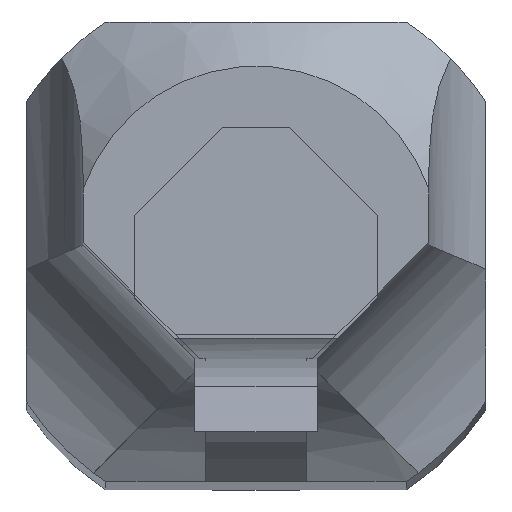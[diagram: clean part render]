
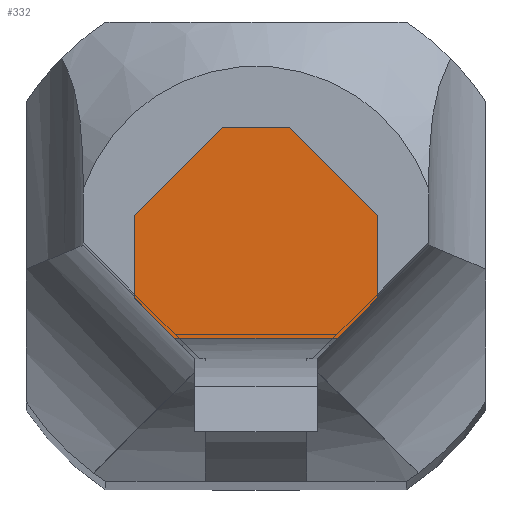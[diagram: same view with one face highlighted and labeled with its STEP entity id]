
A CAD part, top view. The second image highlights one B-rep face of the part: STEP entity #332.
In plain terms, the highlighted planar face has unit normal (0, 0, 1).
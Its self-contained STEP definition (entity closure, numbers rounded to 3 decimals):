
#73=PLANE('',#1067);
#163=LINE('',#1604,#255);
#169=LINE('',#1617,#261);
#171=LINE('',#1621,#263);
#172=LINE('',#1623,#264);
#173=LINE('',#1625,#265);
#174=LINE('',#1626,#266);
#175=LINE('',#1628,#267);
#176=LINE('',#1630,#268);
#255=VECTOR('',#1263,1.);
#261=VECTOR('',#1271,1.);
#263=VECTOR('',#1275,1.);
#264=VECTOR('',#1276,1.);
#265=VECTOR('',#1277,1.);
#266=VECTOR('',#1278,1.);
#267=VECTOR('',#1279,1.);
#268=VECTOR('',#1280,1.);
#332=ADVANCED_FACE('',(#390),#73,.T.);
#390=FACE_OUTER_BOUND('',#443,.T.);
#443=EDGE_LOOP('',(#675,#676,#677,#678,#679,#680,#681,#682));
#675=ORIENTED_EDGE('',*,*,#942,.F.);
#676=ORIENTED_EDGE('',*,*,#950,.T.);
#677=ORIENTED_EDGE('',*,*,#951,.T.);
#678=ORIENTED_EDGE('',*,*,#952,.T.);
#679=ORIENTED_EDGE('',*,*,#948,.F.);
#680=ORIENTED_EDGE('',*,*,#953,.T.);
#681=ORIENTED_EDGE('',*,*,#954,.F.);
#682=ORIENTED_EDGE('',*,*,#955,.F.);
#819=VERTEX_POINT('',#1603);
#820=VERTEX_POINT('',#1605);
#825=VERTEX_POINT('',#1616);
#826=VERTEX_POINT('',#1618);
#827=VERTEX_POINT('',#1622);
#828=VERTEX_POINT('',#1624);
#829=VERTEX_POINT('',#1627);
#830=VERTEX_POINT('',#1629);
#942=EDGE_CURVE('',#819,#820,#163,.T.);
#948=EDGE_CURVE('',#825,#826,#169,.T.);
#950=EDGE_CURVE('',#819,#827,#171,.T.);
#951=EDGE_CURVE('',#827,#828,#172,.T.);
#952=EDGE_CURVE('',#828,#826,#173,.T.);
#953=EDGE_CURVE('',#825,#829,#174,.T.);
#954=EDGE_CURVE('',#830,#829,#175,.T.);
#955=EDGE_CURVE('',#820,#830,#176,.T.);
#1067=AXIS2_PLACEMENT_3D('',#1631,#1281,#1282);
#1263=DIRECTION('',(0.,1.,0.));
#1271=DIRECTION('',(0.,-1.,0.));
#1275=DIRECTION('',(0.707,-0.707,0.));
#1276=DIRECTION('',(1.,0.,0.));
#1277=DIRECTION('',(0.707,0.707,0.));
#1278=DIRECTION('',(-0.707,0.707,0.));
#1279=DIRECTION('',(1.,0.,0.));
#1280=DIRECTION('',(0.707,0.707,0.));
#1281=DIRECTION('',(0.,0.,1.));
#1282=DIRECTION('',(-1.,0.,0.));
#1603=CARTESIAN_POINT('',(-3.,-1.202,160.1));
#1604=CARTESIAN_POINT('',(-3.,-1.125,160.1));
#1605=CARTESIAN_POINT('',(-3.,0.833,160.1));
#1616=CARTESIAN_POINT('',(3.,0.833,160.1));
#1617=CARTESIAN_POINT('',(3.,-1.125,160.1));
#1618=CARTESIAN_POINT('',(3.,-1.202,160.1));
#1621=CARTESIAN_POINT('',(-2.101,-2.101,160.1));
#1622=CARTESIAN_POINT('',(-2.002,-2.2,160.1));
#1623=CARTESIAN_POINT('',(-5.,-2.2,160.1));
#1624=CARTESIAN_POINT('',(2.002,-2.2,160.1));
#1625=CARTESIAN_POINT('',(2.101,-2.101,160.1));
#1626=CARTESIAN_POINT('',(0.833,3.,160.1));
#1627=CARTESIAN_POINT('',(0.833,3.,160.1));
#1628=CARTESIAN_POINT('',(0.,3.,160.1));
#1629=CARTESIAN_POINT('',(-0.832,3.,160.1));
#1630=CARTESIAN_POINT('',(-0.832,3.,160.1));
#1631=CARTESIAN_POINT('',(0.,0.,160.1));
